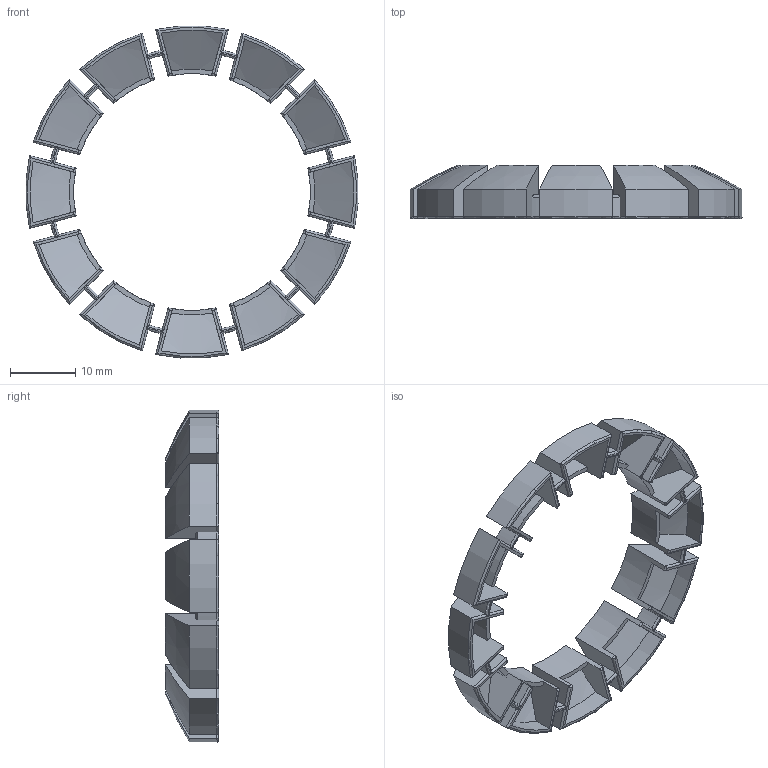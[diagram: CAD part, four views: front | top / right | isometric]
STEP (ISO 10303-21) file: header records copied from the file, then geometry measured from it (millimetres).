
FILE_DESCRIPTION(/* description */ ('Print 2, transparent.'),/* implementation_level */ '2;1');
FILE_NAME(/* name */ '12 Pix Light Ring.step',/* time_stamp */ '2025-07-21T13:42:53-07:00',/* author */ (''),/* organization */ (''),/* preprocessor_version */ 'ST-DEVELOPER v20.1',/* originating_system */ 'Autodesk Translation Framework v14.10.0.0',/* authorisation */ '');
FILE_SCHEMA (('AUTOMOTIVE_DESIGN { 1 0 10303 214 3 1 1 }'));
Length unit declared in the file: millimetre
Products named in the file (1): 12 Pix Light Ring
Bounding box: 51.06 x 8.22 x 51.06 mm (x, y, z)
Volume: 2685.5 mm3; surface area: 5482.3 mm2
Topology: 1 solids, 1 shells, 277 faces, 732 edges, 456 vertices
Faces by surface type: cylinder 120, plane 61, torus 60, sphere 36
Entity records: 9802 total; most frequent: CARTESIAN_POINT 2906, DIRECTION 1468, ORIENTED_EDGE 1464, EDGE_CURVE 732, AXIS2_PLACEMENT_3D 578, VERTEX_POINT 456, LINE 312, VECTOR 312
